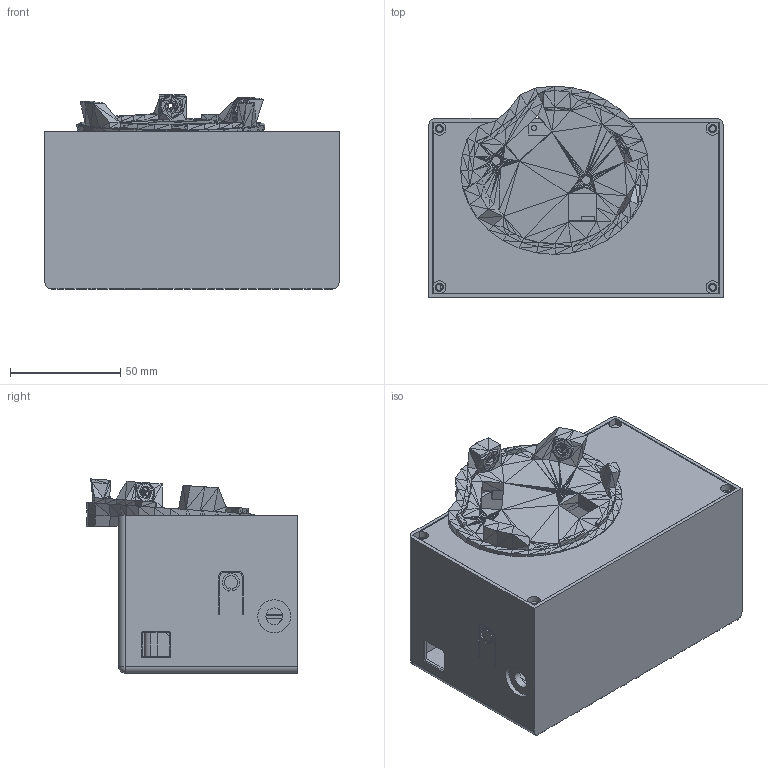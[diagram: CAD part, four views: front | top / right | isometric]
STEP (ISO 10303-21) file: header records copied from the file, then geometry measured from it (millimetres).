
FILE_DESCRIPTION(/* description */ (''),/* implementation_level */ '2;1');
FILE_NAME(/* name */ 'RobotArmControllerCase-v42.step',/* time_stamp */ '2023-06-16T08:52:43-04:00',/* author */ (''),/* organization */ (''),/* preprocessor_version */ 'ST-DEVELOPER v19.2',/* originating_system */ 'Autodesk Translation Framework v12.6.0.85',/* authorisation */ '');
FILE_SCHEMA (('AUTOMOTIVE_DESIGN { 1 0 10303 214 3 1 1 }'));
Length unit declared in the file: millimetre
Products named in the file (4): ControllerCase; base-case; top; molex-mount (1)
Assembly tree (3 placements, depth 3):
  ControllerCase
    base-case
      top
    molex-mount (1)
Bounding box: 133.4 x 95.95 x 88.08 mm (x, y, z)
Volume: 144950.9 mm3; surface area: 122880.7 mm2
Topology: 4 solids, 4 shells, 1708 faces, 3410 edges, 1724 vertices
Faces by surface type: plane 1621, cylinder 65, bspline 10, cone 10, sphere 2
Full cylindrical faces by diameter (mm): 2.4 x2, 2.6 x8, 2.8 x9, 3.6 x4, 7.6 x1, 15 x1, 16.2 x1
Entity records: 42730 total; most frequent: CARTESIAN_POINT 8500, DIRECTION 6875, ORIENTED_EDGE 6820, EDGE_CURVE 3410, LINE 3131, VECTOR 3131, AXIS2_PLACEMENT_3D 1872, EDGE_LOOP 1772
